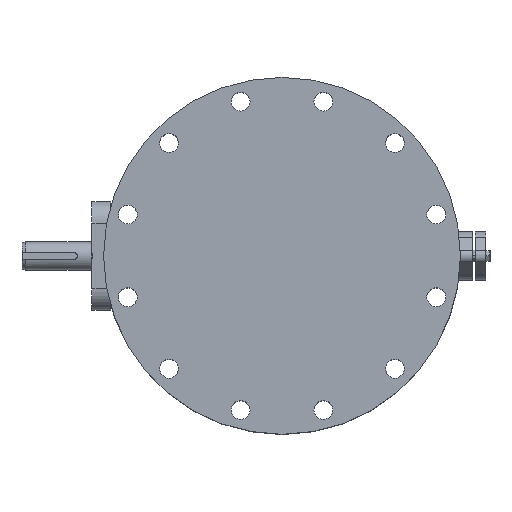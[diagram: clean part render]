
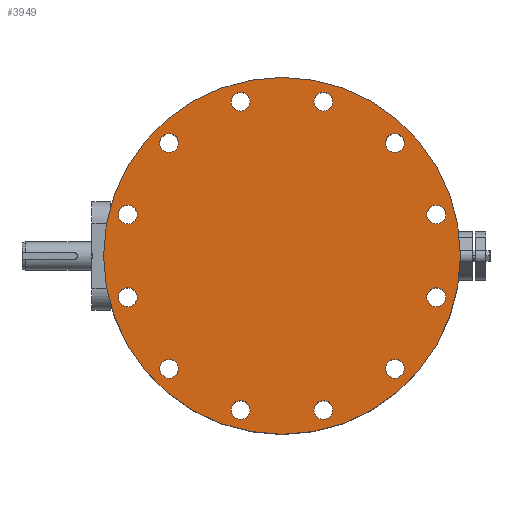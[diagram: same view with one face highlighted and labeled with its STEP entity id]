
A CAD part, top view. The second image highlights one B-rep face of the part: STEP entity #3949.
In plain terms, the highlighted planar face has unit normal (0, 0, 1).
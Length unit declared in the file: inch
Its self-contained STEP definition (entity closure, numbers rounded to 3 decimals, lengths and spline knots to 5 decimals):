
#1=CARTESIAN_POINT('',(0.,0.,4.));
#2=DIRECTION('',(0.,0.,-1.));
#3=DIRECTION('',(0.,-1.,0.));
#4=AXIS2_PLACEMENT_3D('',#1,#2,#3);
#6=CARTESIAN_POINT('',(2.19996,8.21037,4.));
#7=DIRECTION('',(0.,0.,1.));
#8=DIRECTION('',(1.,0.,0.));
#9=AXIS2_PLACEMENT_3D('',#6,#7,#8);
#11=CARTESIAN_POINT('',(2.19996,8.21037,4.));
#12=DIRECTION('',(0.,0.,1.));
#13=DIRECTION('',(-1.,0.,0.));
#14=AXIS2_PLACEMENT_3D('',#11,#12,#13);
#16=CARTESIAN_POINT('',(6.01041,6.01041,4.));
#17=DIRECTION('',(0.,0.,1.));
#18=DIRECTION('',(1.,0.,0.));
#19=AXIS2_PLACEMENT_3D('',#16,#17,#18);
#21=CARTESIAN_POINT('',(6.01041,6.01041,4.));
#22=DIRECTION('',(0.,0.,1.));
#23=DIRECTION('',(-1.,0.,0.));
#24=AXIS2_PLACEMENT_3D('',#21,#22,#23);
#26=CARTESIAN_POINT('',(8.21037,2.19996,4.));
#27=DIRECTION('',(0.,0.,1.));
#28=DIRECTION('',(1.,0.,0.));
#29=AXIS2_PLACEMENT_3D('',#26,#27,#28);
#31=CARTESIAN_POINT('',(8.21037,2.19996,4.));
#32=DIRECTION('',(0.,0.,1.));
#33=DIRECTION('',(-1.,0.,0.));
#34=AXIS2_PLACEMENT_3D('',#31,#32,#33);
#36=CARTESIAN_POINT('',(8.21037,-2.19996,4.));
#37=DIRECTION('',(0.,0.,1.));
#38=DIRECTION('',(0.,-1.,0.));
#39=AXIS2_PLACEMENT_3D('',#36,#37,#38);
#41=CARTESIAN_POINT('',(8.21037,-2.19996,4.));
#42=DIRECTION('',(0.,0.,1.));
#43=DIRECTION('',(0.,1.,0.));
#44=AXIS2_PLACEMENT_3D('',#41,#42,#43);
#46=CARTESIAN_POINT('',(6.01041,-6.01041,4.));
#47=DIRECTION('',(0.,0.,1.));
#48=DIRECTION('',(0.,-1.,0.));
#49=AXIS2_PLACEMENT_3D('',#46,#47,#48);
#51=CARTESIAN_POINT('',(6.01041,-6.01041,4.));
#52=DIRECTION('',(0.,0.,1.));
#53=DIRECTION('',(0.,1.,0.));
#54=AXIS2_PLACEMENT_3D('',#51,#52,#53);
#56=CARTESIAN_POINT('',(2.19996,-8.21037,4.));
#57=DIRECTION('',(0.,0.,1.));
#58=DIRECTION('',(0.,-1.,0.));
#59=AXIS2_PLACEMENT_3D('',#56,#57,#58);
#61=CARTESIAN_POINT('',(2.19996,-8.21037,4.));
#62=DIRECTION('',(0.,0.,1.));
#63=DIRECTION('',(0.,1.,0.));
#64=AXIS2_PLACEMENT_3D('',#61,#62,#63);
#66=CARTESIAN_POINT('',(-2.19996,-8.21037,4.));
#67=DIRECTION('',(0.,0.,1.));
#68=DIRECTION('',(-1.,0.,0.));
#69=AXIS2_PLACEMENT_3D('',#66,#67,#68);
#71=CARTESIAN_POINT('',(-2.19996,-8.21037,4.));
#72=DIRECTION('',(0.,0.,1.));
#73=DIRECTION('',(1.,0.,0.));
#74=AXIS2_PLACEMENT_3D('',#71,#72,#73);
#76=CARTESIAN_POINT('',(-6.01041,-6.01041,4.));
#77=DIRECTION('',(0.,0.,1.));
#78=DIRECTION('',(-1.,0.,0.));
#79=AXIS2_PLACEMENT_3D('',#76,#77,#78);
#81=CARTESIAN_POINT('',(-6.01041,-6.01041,4.));
#82=DIRECTION('',(0.,0.,1.));
#83=DIRECTION('',(1.,0.,0.));
#84=AXIS2_PLACEMENT_3D('',#81,#82,#83);
#86=CARTESIAN_POINT('',(-8.21037,-2.19996,4.));
#87=DIRECTION('',(0.,0.,1.));
#88=DIRECTION('',(-1.,0.,0.));
#89=AXIS2_PLACEMENT_3D('',#86,#87,#88);
#91=CARTESIAN_POINT('',(-8.21037,-2.19996,4.));
#92=DIRECTION('',(0.,0.,1.));
#93=DIRECTION('',(1.,0.,0.));
#94=AXIS2_PLACEMENT_3D('',#91,#92,#93);
#96=CARTESIAN_POINT('',(-8.21037,2.19996,4.));
#97=DIRECTION('',(0.,0.,1.));
#98=DIRECTION('',(0.,1.,0.));
#99=AXIS2_PLACEMENT_3D('',#96,#97,#98);
#101=CARTESIAN_POINT('',(-8.21037,2.19996,4.));
#102=DIRECTION('',(0.,0.,1.));
#103=DIRECTION('',(0.,-1.,0.));
#104=AXIS2_PLACEMENT_3D('',#101,#102,#103);
#106=CARTESIAN_POINT('',(-6.01041,6.01041,4.));
#107=DIRECTION('',(0.,0.,1.));
#108=DIRECTION('',(0.,1.,0.));
#109=AXIS2_PLACEMENT_3D('',#106,#107,#108);
#111=CARTESIAN_POINT('',(-6.01041,6.01041,4.));
#112=DIRECTION('',(0.,0.,1.));
#113=DIRECTION('',(0.,-1.,0.));
#114=AXIS2_PLACEMENT_3D('',#111,#112,#113);
#116=CARTESIAN_POINT('',(-2.19996,8.21037,4.));
#117=DIRECTION('',(0.,0.,1.));
#118=DIRECTION('',(0.,1.,0.));
#119=AXIS2_PLACEMENT_3D('',#116,#117,#118);
#121=CARTESIAN_POINT('',(-2.19996,8.21037,4.));
#122=DIRECTION('',(0.,0.,1.));
#123=DIRECTION('',(0.,-1.,0.));
#124=AXIS2_PLACEMENT_3D('',#121,#122,#123);
#126=CARTESIAN_POINT('',(0.,0.,4.));
#127=DIRECTION('',(0.,0.,-1.));
#128=DIRECTION('',(0.,1.,0.));
#129=AXIS2_PLACEMENT_3D('',#126,#127,#128);
#3397=CARTESIAN_POINT('',(0.,-9.5,4.));
#3398=CARTESIAN_POINT('',(0.,9.5,4.));
#3399=VERTEX_POINT('',#3397);
#3400=VERTEX_POINT('',#3398);
#3671=CARTESIAN_POINT('',(2.69996,8.21037,4.));
#3672=CARTESIAN_POINT('',(1.69996,8.21037,4.));
#3673=VERTEX_POINT('',#3671);
#3674=VERTEX_POINT('',#3672);
#3675=CARTESIAN_POINT('',(6.51041,6.01041,4.));
#3676=CARTESIAN_POINT('',(5.51041,6.01041,4.));
#3677=VERTEX_POINT('',#3675);
#3678=VERTEX_POINT('',#3676);
#3679=CARTESIAN_POINT('',(8.71037,2.19996,4.));
#3680=CARTESIAN_POINT('',(7.71037,2.19996,4.));
#3681=VERTEX_POINT('',#3679);
#3682=VERTEX_POINT('',#3680);
#3695=CARTESIAN_POINT('',(8.21037,-2.69996,4.));
#3696=CARTESIAN_POINT('',(8.21037,-1.69996,4.));
#3697=VERTEX_POINT('',#3695);
#3698=VERTEX_POINT('',#3696);
#3699=CARTESIAN_POINT('',(6.01041,-6.51041,4.));
#3700=CARTESIAN_POINT('',(6.01041,-5.51041,4.));
#3701=VERTEX_POINT('',#3699);
#3702=VERTEX_POINT('',#3700);
#3703=CARTESIAN_POINT('',(2.19996,-8.71037,4.));
#3704=CARTESIAN_POINT('',(2.19996,-7.71037,4.));
#3705=VERTEX_POINT('',#3703);
#3706=VERTEX_POINT('',#3704);
#3719=CARTESIAN_POINT('',(-2.69996,-8.21037,4.));
#3720=CARTESIAN_POINT('',(-1.69996,-8.21037,4.));
#3721=VERTEX_POINT('',#3719);
#3722=VERTEX_POINT('',#3720);
#3723=CARTESIAN_POINT('',(-6.51041,-6.01041,4.));
#3724=CARTESIAN_POINT('',(-5.51041,-6.01041,4.));
#3725=VERTEX_POINT('',#3723);
#3726=VERTEX_POINT('',#3724);
#3727=CARTESIAN_POINT('',(-8.71037,-2.19996,4.));
#3728=CARTESIAN_POINT('',(-7.71037,-2.19996,4.));
#3729=VERTEX_POINT('',#3727);
#3730=VERTEX_POINT('',#3728);
#3743=CARTESIAN_POINT('',(-8.21037,2.69996,4.));
#3744=CARTESIAN_POINT('',(-8.21037,1.69996,4.));
#3745=VERTEX_POINT('',#3743);
#3746=VERTEX_POINT('',#3744);
#3747=CARTESIAN_POINT('',(-6.01041,6.51041,4.));
#3748=CARTESIAN_POINT('',(-6.01041,5.51041,4.));
#3749=VERTEX_POINT('',#3747);
#3750=VERTEX_POINT('',#3748);
#3751=CARTESIAN_POINT('',(-2.19996,8.71037,4.));
#3752=CARTESIAN_POINT('',(-2.19996,7.71037,4.));
#3753=VERTEX_POINT('',#3751);
#3754=VERTEX_POINT('',#3752);
#3867=CARTESIAN_POINT('',(0.,0.,4.));
#3868=DIRECTION('',(0.,0.,1.));
#3869=DIRECTION('',(0.,1.,0.));
#3870=AXIS2_PLACEMENT_3D('',#3867,#3868,#3869);
#3871=PLANE('',#3870);
#3872=ORIENTED_EDGE('',*,*,#3856,.T.);
#3874=ORIENTED_EDGE('',*,*,#3873,.T.);
#3875=EDGE_LOOP('',(#3872,#3874));
#3876=FACE_OUTER_BOUND('',#3875,.F.);
#3878=ORIENTED_EDGE('',*,*,#3877,.T.);
#3880=ORIENTED_EDGE('',*,*,#3879,.T.);
#3881=EDGE_LOOP('',(#3878,#3880));
#3882=FACE_BOUND('',#3881,.F.);
#3884=ORIENTED_EDGE('',*,*,#3883,.T.);
#3886=ORIENTED_EDGE('',*,*,#3885,.T.);
#3887=EDGE_LOOP('',(#3884,#3886));
#3888=FACE_BOUND('',#3887,.F.);
#3890=ORIENTED_EDGE('',*,*,#3889,.T.);
#3892=ORIENTED_EDGE('',*,*,#3891,.T.);
#3893=EDGE_LOOP('',(#3890,#3892));
#3894=FACE_BOUND('',#3893,.F.);
#3896=ORIENTED_EDGE('',*,*,#3895,.T.);
#3898=ORIENTED_EDGE('',*,*,#3897,.T.);
#3899=EDGE_LOOP('',(#3896,#3898));
#3900=FACE_BOUND('',#3899,.F.);
#3902=ORIENTED_EDGE('',*,*,#3901,.T.);
#3904=ORIENTED_EDGE('',*,*,#3903,.T.);
#3905=EDGE_LOOP('',(#3902,#3904));
#3906=FACE_BOUND('',#3905,.F.);
#3908=ORIENTED_EDGE('',*,*,#3907,.T.);
#3910=ORIENTED_EDGE('',*,*,#3909,.T.);
#3911=EDGE_LOOP('',(#3908,#3910));
#3912=FACE_BOUND('',#3911,.F.);
#3914=ORIENTED_EDGE('',*,*,#3913,.T.);
#3916=ORIENTED_EDGE('',*,*,#3915,.T.);
#3917=EDGE_LOOP('',(#3914,#3916));
#3918=FACE_BOUND('',#3917,.F.);
#3920=ORIENTED_EDGE('',*,*,#3919,.T.);
#3922=ORIENTED_EDGE('',*,*,#3921,.T.);
#3923=EDGE_LOOP('',(#3920,#3922));
#3924=FACE_BOUND('',#3923,.F.);
#3926=ORIENTED_EDGE('',*,*,#3925,.T.);
#3928=ORIENTED_EDGE('',*,*,#3927,.T.);
#3929=EDGE_LOOP('',(#3926,#3928));
#3930=FACE_BOUND('',#3929,.F.);
#3932=ORIENTED_EDGE('',*,*,#3931,.T.);
#3934=ORIENTED_EDGE('',*,*,#3933,.T.);
#3935=EDGE_LOOP('',(#3932,#3934));
#3936=FACE_BOUND('',#3935,.F.);
#3938=ORIENTED_EDGE('',*,*,#3937,.T.);
#3940=ORIENTED_EDGE('',*,*,#3939,.T.);
#3941=EDGE_LOOP('',(#3938,#3940));
#3942=FACE_BOUND('',#3941,.F.);
#3944=ORIENTED_EDGE('',*,*,#3943,.T.);
#3946=ORIENTED_EDGE('',*,*,#3945,.T.);
#3947=EDGE_LOOP('',(#3944,#3946));
#3948=FACE_BOUND('',#3947,.F.);
#3949=ADVANCED_FACE('',(#3876,#3882,#3888,#3894,#3900,#3906,#3912,#3918,#3924,
#3930,#3936,#3942,#3948),#3871,.T.);
#5=CIRCLE('',#4,9.5);
#10=CIRCLE('',#9,0.5);
#15=CIRCLE('',#14,0.5);
#20=CIRCLE('',#19,0.5);
#25=CIRCLE('',#24,0.5);
#30=CIRCLE('',#29,0.5);
#35=CIRCLE('',#34,0.5);
#40=CIRCLE('',#39,0.5);
#45=CIRCLE('',#44,0.5);
#50=CIRCLE('',#49,0.5);
#55=CIRCLE('',#54,0.5);
#60=CIRCLE('',#59,0.5);
#65=CIRCLE('',#64,0.5);
#70=CIRCLE('',#69,0.5);
#75=CIRCLE('',#74,0.5);
#80=CIRCLE('',#79,0.5);
#85=CIRCLE('',#84,0.5);
#90=CIRCLE('',#89,0.5);
#95=CIRCLE('',#94,0.5);
#100=CIRCLE('',#99,0.5);
#105=CIRCLE('',#104,0.5);
#110=CIRCLE('',#109,0.5);
#115=CIRCLE('',#114,0.5);
#120=CIRCLE('',#119,0.5);
#125=CIRCLE('',#124,0.5);
#130=CIRCLE('',#129,9.5);
#3856=EDGE_CURVE('',#3399,#3400,#5,.T.);
#3873=EDGE_CURVE('',#3400,#3399,#130,.T.);
#3877=EDGE_CURVE('',#3673,#3674,#10,.T.);
#3879=EDGE_CURVE('',#3674,#3673,#15,.T.);
#3883=EDGE_CURVE('',#3677,#3678,#20,.T.);
#3885=EDGE_CURVE('',#3678,#3677,#25,.T.);
#3889=EDGE_CURVE('',#3681,#3682,#30,.T.);
#3891=EDGE_CURVE('',#3682,#3681,#35,.T.);
#3895=EDGE_CURVE('',#3697,#3698,#40,.T.);
#3897=EDGE_CURVE('',#3698,#3697,#45,.T.);
#3901=EDGE_CURVE('',#3701,#3702,#50,.T.);
#3903=EDGE_CURVE('',#3702,#3701,#55,.T.);
#3907=EDGE_CURVE('',#3705,#3706,#60,.T.);
#3909=EDGE_CURVE('',#3706,#3705,#65,.T.);
#3913=EDGE_CURVE('',#3721,#3722,#70,.T.);
#3915=EDGE_CURVE('',#3722,#3721,#75,.T.);
#3919=EDGE_CURVE('',#3725,#3726,#80,.T.);
#3921=EDGE_CURVE('',#3726,#3725,#85,.T.);
#3925=EDGE_CURVE('',#3729,#3730,#90,.T.);
#3927=EDGE_CURVE('',#3730,#3729,#95,.T.);
#3931=EDGE_CURVE('',#3745,#3746,#100,.T.);
#3933=EDGE_CURVE('',#3746,#3745,#105,.T.);
#3937=EDGE_CURVE('',#3749,#3750,#110,.T.);
#3939=EDGE_CURVE('',#3750,#3749,#115,.T.);
#3943=EDGE_CURVE('',#3753,#3754,#120,.T.);
#3945=EDGE_CURVE('',#3754,#3753,#125,.T.);
